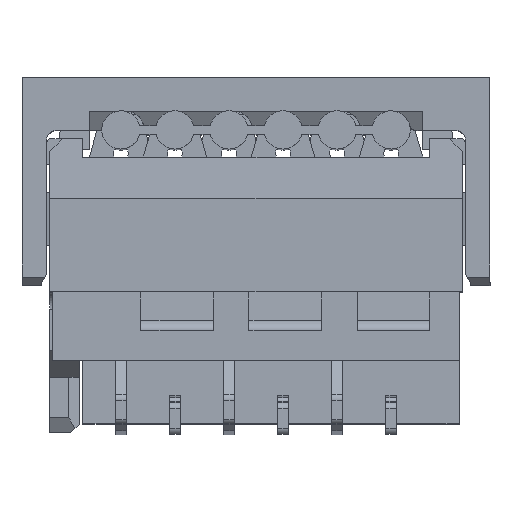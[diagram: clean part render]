
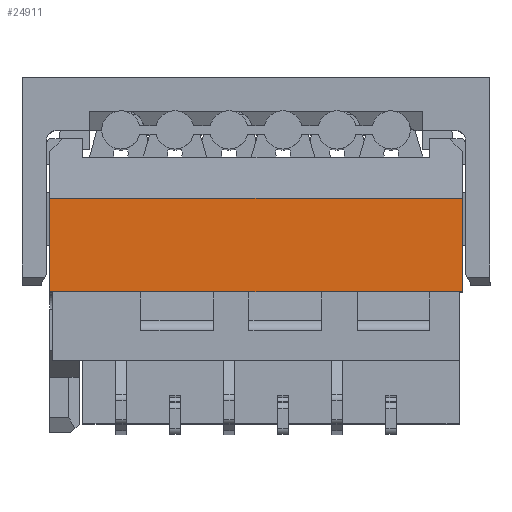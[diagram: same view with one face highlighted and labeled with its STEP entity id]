
A CAD part, top view. The second image highlights one B-rep face of the part: STEP entity #24911.
In plain terms, the highlighted face is planar.
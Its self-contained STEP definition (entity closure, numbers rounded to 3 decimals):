
#183 = ORIENTED_EDGE ( 'NONE', *, *, #11923, .F. ) ;
#518 = DIRECTION ( 'NONE',  ( 1., 0., 0. ) ) ;
#1100 = CARTESIAN_POINT ( 'NONE',  ( -4.85, 2.5, -3.15 ) ) ;
#1133 = VERTEX_POINT ( 'NONE', #3327 ) ;
#2812 = EDGE_LOOP ( 'NONE', ( #20881, #25766, #183, #6436 ) ) ;
#3150 = EDGE_CURVE ( 'NONE', #24724, #4710, #16982, .T. ) ;
#3327 = CARTESIAN_POINT ( 'NONE',  ( -4.85, 2.5, -3.15 ) ) ;
#4465 = CARTESIAN_POINT ( 'NONE',  ( -4.85, 2.5, -3.15 ) ) ;
#4710 = VERTEX_POINT ( 'NONE', #18849 ) ;
#6436 = ORIENTED_EDGE ( 'NONE', *, *, #24515, .T. ) ;
#7358 = CARTESIAN_POINT ( 'NONE',  ( -4.85, 2.5, -0.95 ) ) ;
#8267 = PLANE ( 'NONE',  #22207 ) ;
#11923 = EDGE_CURVE ( 'NONE', #1133, #24724, #22600, .T. ) ;
#12983 = LINE ( 'NONE', #1100, #17576 ) ;
#13337 = VECTOR ( 'NONE', #16336, 1000. ) ;
#13522 = EDGE_CURVE ( 'NONE', #19176, #4710, #20121, .T. ) ;
#14402 = DIRECTION ( 'NONE',  ( 0., 1., 0. ) ) ;
#15453 = CARTESIAN_POINT ( 'NONE',  ( 4.85, 2.5, -3.15 ) ) ;
#15706 = VECTOR ( 'NONE', #22852, 1000. ) ;
#16221 = CARTESIAN_POINT ( 'NONE',  ( -4.85, 2.5, -3.15 ) ) ;
#16336 = DIRECTION ( 'NONE',  ( 1., 0., 0. ) ) ;
#16982 = LINE ( 'NONE', #23109, #15706 ) ;
#17576 = VECTOR ( 'NONE', #22776, 1000. ) ;
#18456 = FACE_OUTER_BOUND ( 'NONE', #2812, .T. ) ;
#18849 = CARTESIAN_POINT ( 'NONE',  ( 4.85, 2.5, -0.95 ) ) ;
#19176 = VERTEX_POINT ( 'NONE', #7358 ) ;
#20121 = LINE ( 'NONE', #22574, #20498 ) ;
#20498 = VECTOR ( 'NONE', #518, 1000. ) ;
#20881 = ORIENTED_EDGE ( 'NONE', *, *, #13522, .T. ) ;
#22207 = AXIS2_PLACEMENT_3D ( 'NONE', #16221, #14402, #24196 ) ;
#22574 = CARTESIAN_POINT ( 'NONE',  ( -4.85, 2.5, -0.95 ) ) ;
#22600 = LINE ( 'NONE', #4465, #13337 ) ;
#22776 = DIRECTION ( 'NONE',  ( 0., 0., 1. ) ) ;
#22852 = DIRECTION ( 'NONE',  ( 0., 0., 1. ) ) ;
#23109 = CARTESIAN_POINT ( 'NONE',  ( 4.85, 2.5, -3.15 ) ) ;
#24196 = DIRECTION ( 'NONE',  ( 1., 0., 0. ) ) ;
#24515 = EDGE_CURVE ( 'NONE', #1133, #19176, #12983, .T. ) ;
#24724 = VERTEX_POINT ( 'NONE', #15453 ) ;
#24911 = ADVANCED_FACE ( 'NONE', ( #18456 ), #8267, .T. ) ;
#25766 = ORIENTED_EDGE ( 'NONE', *, *, #3150, .F. ) ;
